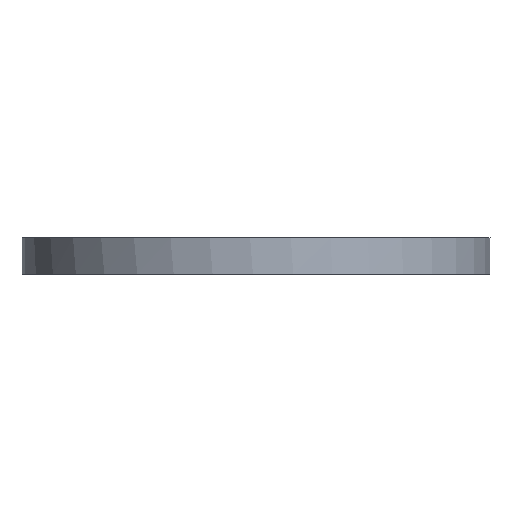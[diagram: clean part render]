
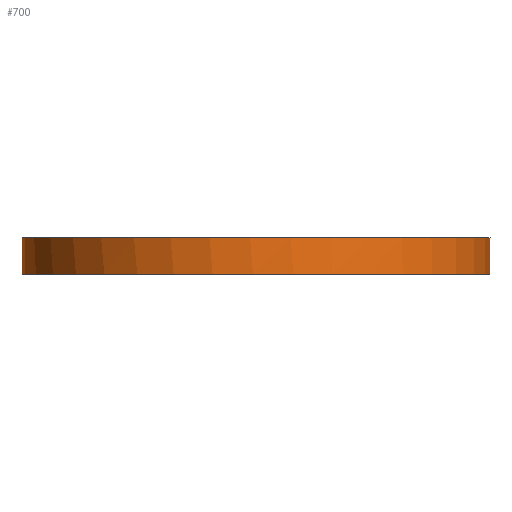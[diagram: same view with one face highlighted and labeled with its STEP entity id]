
A CAD part, front view. The second image highlights one B-rep face of the part: STEP entity #700.
In plain terms, the highlighted cylindrical face has radius 8.97 mm (diameter 17.94 mm), a full revolution.
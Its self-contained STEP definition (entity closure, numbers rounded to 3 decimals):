
#700 = ADVANCED_FACE( '', ( #1434, #1435 ), #1436, .T. );
#1434 = FACE_OUTER_BOUND( '', #3798, .T. );
#1435 = FACE_OUTER_BOUND( '', #3799, .T. );
#1436 = CYLINDRICAL_SURFACE( '', #3800, 8.97 );
#3798 = EDGE_LOOP( '', ( #5951 ) );
#3799 = EDGE_LOOP( '', ( #5952 ) );
#3800 = AXIS2_PLACEMENT_3D( '', #5953, #5954, #5955 );
#5951 = ORIENTED_EDGE( '', *, *, #7092, .T. );
#5952 = ORIENTED_EDGE( '', *, *, #6406, .T. );
#5953 = CARTESIAN_POINT( '', ( 0., 0., 0. ) );
#5954 = DIRECTION( '', ( 0., 0., 1. ) );
#5955 = DIRECTION( '', ( 1., 0., 0. ) );
#6406 = EDGE_CURVE( '', #7511, #7511, #7512, .F. );
#7092 = EDGE_CURVE( '', #8521, #8521, #8522, .F. );
#7511 = VERTEX_POINT( '', #9215 );
#7512 = CIRCLE( '', #9216, 8.97 );
#8521 = VERTEX_POINT( '', #11060 );
#8522 = CIRCLE( '', #11061, 8.97 );
#9215 = CARTESIAN_POINT( '', ( -8.97, 0., -1.4 ) );
#9216 = AXIS2_PLACEMENT_3D( '', #11212, #11213, #11214 );
#11060 = CARTESIAN_POINT( '', ( 8.791, -1.781, 0. ) );
#11061 = AXIS2_PLACEMENT_3D( '', #11609, #11610, #11611 );
#11212 = CARTESIAN_POINT( '', ( 0., 0., -1.4 ) );
#11213 = DIRECTION( '', ( 0., 0., -1. ) );
#11214 = DIRECTION( '', ( -1., 0., 0. ) );
#11609 = CARTESIAN_POINT( '', ( 0., 0., 0. ) );
#11610 = DIRECTION( '', ( 0., 0., 1. ) );
#11611 = DIRECTION( '', ( 1., 0., 0. ) );
